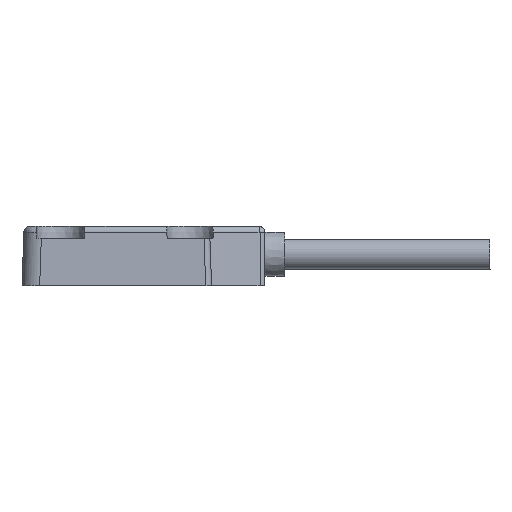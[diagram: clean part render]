
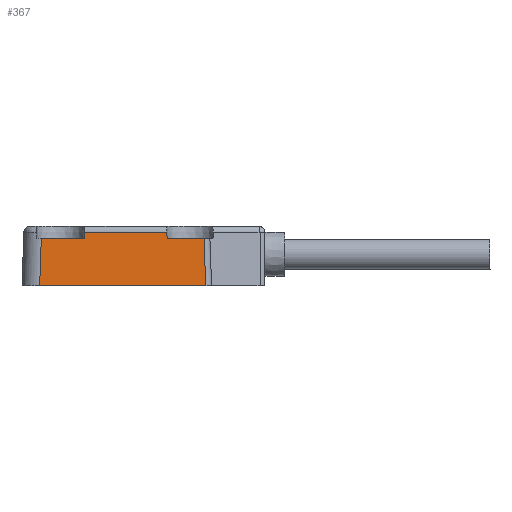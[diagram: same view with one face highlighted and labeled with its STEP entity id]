
A CAD part, left-side view. The second image highlights one B-rep face of the part: STEP entity #367.
In plain terms, the highlighted planar face has unit normal (-0.999, 0, 0.035).
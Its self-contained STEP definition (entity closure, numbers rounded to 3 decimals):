
#109=FACE_OUTER_BOUND('',#512,.T.);
#194=LINE('',#1801,#280);
#208=LINE('',#1851,#294);
#209=LINE('',#1854,#295);
#210=LINE('',#1856,#296);
#211=LINE('',#1858,#297);
#212=LINE('',#1860,#298);
#213=LINE('',#1861,#299);
#214=LINE('',#1863,#300);
#280=VECTOR('',#1429,1.);
#294=VECTOR('',#1473,1.);
#295=VECTOR('',#1474,1.);
#296=VECTOR('',#1475,1.);
#297=VECTOR('',#1476,1.);
#298=VECTOR('',#1477,1.);
#299=VECTOR('',#1478,1.);
#300=VECTOR('',#1479,1.);
#367=ADVANCED_FACE('',(#109),#437,.T.);
#437=PLANE('',#1291);
#512=EDGE_LOOP('',(#631,#632,#633,#634,#635,#636,#637,#638));
#631=ORIENTED_EDGE('',*,*,#1085,.T.);
#632=ORIENTED_EDGE('',*,*,#1086,.T.);
#633=ORIENTED_EDGE('',*,*,#1087,.T.);
#634=ORIENTED_EDGE('',*,*,#1088,.T.);
#635=ORIENTED_EDGE('',*,*,#1089,.T.);
#636=ORIENTED_EDGE('',*,*,#1061,.F.);
#637=ORIENTED_EDGE('',*,*,#1090,.T.);
#638=ORIENTED_EDGE('',*,*,#1091,.T.);
#946=VERTEX_POINT('',#1800);
#947=VERTEX_POINT('',#1802);
#968=VERTEX_POINT('',#1852);
#969=VERTEX_POINT('',#1853);
#970=VERTEX_POINT('',#1855);
#971=VERTEX_POINT('',#1857);
#972=VERTEX_POINT('',#1859);
#973=VERTEX_POINT('',#1862);
#1061=EDGE_CURVE('',#946,#947,#194,.T.);
#1085=EDGE_CURVE('',#968,#969,#208,.T.);
#1086=EDGE_CURVE('',#969,#970,#209,.T.);
#1087=EDGE_CURVE('',#970,#971,#210,.T.);
#1088=EDGE_CURVE('',#971,#972,#211,.T.);
#1089=EDGE_CURVE('',#972,#947,#212,.T.);
#1090=EDGE_CURVE('',#946,#973,#213,.T.);
#1091=EDGE_CURVE('',#973,#968,#214,.T.);
#1291=AXIS2_PLACEMENT_3D('',#1864,#1480,#1481);
#1429=DIRECTION('',(0.,1.,0.));
#1473=DIRECTION('',(0.035,0.052,0.998));
#1474=DIRECTION('',(0.,1.,0.));
#1475=DIRECTION('',(-0.035,0.052,-0.998));
#1476=DIRECTION('',(0.,1.,0.));
#1477=DIRECTION('',(-0.035,0.035,-0.999));
#1478=DIRECTION('',(0.035,0.035,0.999));
#1479=DIRECTION('',(0.,1.,0.));
#1480=DIRECTION('',(-0.999,0.,0.035));
#1481=DIRECTION('',(0.035,0.,0.999));
#1800=CARTESIAN_POINT('',(-165.071,-5.175,-5.));
#1801=CARTESIAN_POINT('',(-165.071,0.079,-5.));
#1802=CARTESIAN_POINT('',(-165.071,8.839,-5.));
#1851=CARTESIAN_POINT('',(-164.929,-1.918,-0.937));
#1852=CARTESIAN_POINT('',(-164.932,-1.921,-1.));
#1853=CARTESIAN_POINT('',(-164.914,-1.894,-0.483));
#1854=CARTESIAN_POINT('',(-164.914,5.079,-0.483));
#1855=CARTESIAN_POINT('',(-164.914,5.052,-0.483));
#1856=CARTESIAN_POINT('',(-164.929,5.075,-0.937));
#1857=CARTESIAN_POINT('',(-164.932,5.079,-1.));
#1858=CARTESIAN_POINT('',(-164.932,0.079,-1.));
#1859=CARTESIAN_POINT('',(-164.932,8.699,-1.));
#1860=CARTESIAN_POINT('',(-165.061,8.828,-4.695));
#1861=CARTESIAN_POINT('',(-165.065,-5.168,-4.817));
#1862=CARTESIAN_POINT('',(-164.932,-5.035,-1.));
#1863=CARTESIAN_POINT('',(-164.932,0.079,-1.));
#1864=CARTESIAN_POINT('',(-165.071,0.079,-5.));
